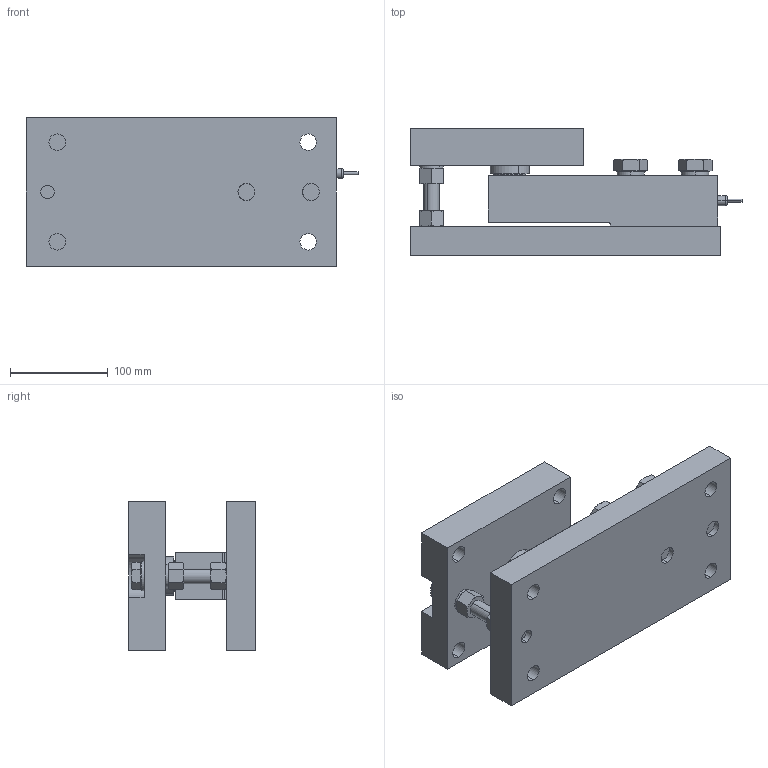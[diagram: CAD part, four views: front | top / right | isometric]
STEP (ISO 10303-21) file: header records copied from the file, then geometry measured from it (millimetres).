
FILE_DESCRIPTION (( 'STEP AP203' ), '1' );
FILE_NAME ('FW-5-7.5t.STEP', '2020-08-31T03:46:17', ( '' ), ( '' ), 'SwSTEP 2.0', 'SolidWorks 2016', '' );
FILE_SCHEMA (( 'CONFIG_CONTROL_DESIGN' ));
Length unit declared in the file: millimetre
Products named in the file (11): FW-5-7.5t-錨璃4; plain washer clevis pin grade a_iso_ISO 8738 - 18; hex bolt gradeab_iso_ISO 4014 - M20 x 80 x 46-N; FW-5-7.5t; hex nut gradec_iso_ISO - 4034 - M16 - N; 換覜んSB-5-7.5t; FW-5-7.5t-錨璃1; plain washer normal grade a_iso_Washer ISO 7089 - 16; 蟈諉翐2; hex bolt gradeab_iso_ISO 4014 - M16 x 110 x 38-N; FW-5-7.5t-錨璃2
Assembly tree (13 placements, depth 2):
  FW-5-7.5t
    FW-5-7.5t-錨璃1
    FW-5-7.5t-錨璃2
    換覜んSB-5-7.5t
    FW-5-7.5t-錨璃4
    蟈諉翐2
    hex bolt gradeab_iso_ISO 4014 - M16 x 110 x 38-N
    hex nut gradec_iso_ISO - 4034 - M16 - N  x2
    plain washer normal grade a_iso_Washer ISO 7089 - 16
    plain washer clevis pin grade a_iso_ISO 8738 - 18  x2
    hex bolt gradeab_iso_ISO 4014 - M20 x 80 x 46-N  x2
Bounding box: 340 x 130 x 152 mm (x, y, z)
Volume: 3002247.6 mm3; surface area: 323505.4 mm2
Topology: 13 solids, 13 shells, 264 faces, 578 edges, 351 vertices
Faces by surface type: plane 102, cylinder 86, cone 60, torus 14, sphere 2
Entity records: 7099 total; most frequent: CARTESIAN_POINT 1226, DIRECTION 1050, ORIENTED_EDGE 892, EDGE_CURVE 446, AXIS2_PLACEMENT_3D 435, VERTEX_POINT 275, EDGE_LOOP 247, CIRCLE 218
